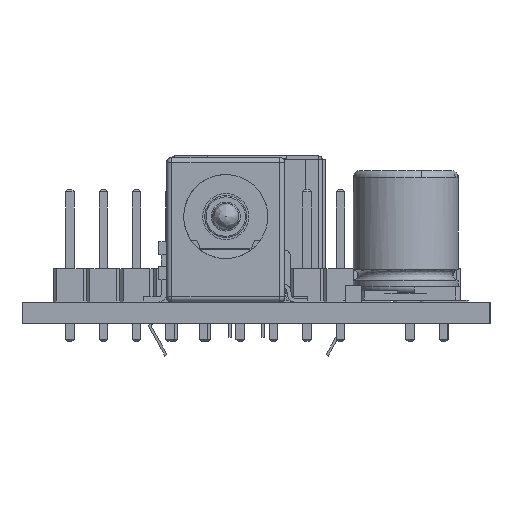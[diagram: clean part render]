
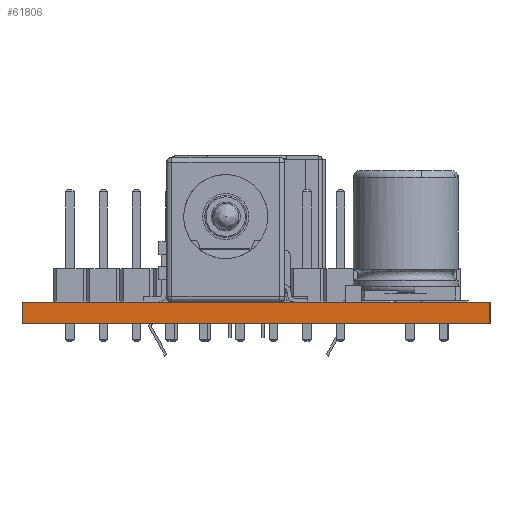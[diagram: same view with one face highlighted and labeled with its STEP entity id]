
A CAD part, left-side view. The second image highlights one B-rep face of the part: STEP entity #61806.
In plain terms, the highlighted planar face has unit normal (-1, 0, 0).
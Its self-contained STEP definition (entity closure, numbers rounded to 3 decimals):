
#61750 = VERTEX_POINT('',#61751);
#61751 = CARTESIAN_POINT('',(119.,-101.3,1.6));
#61757 = EDGE_CURVE('',#61758,#61750,#61760,.T.);
#61758 = VERTEX_POINT('',#61759);
#61759 = CARTESIAN_POINT('',(119.,-101.3,0.));
#61760 = LINE('',#61761,#61762);
#61761 = CARTESIAN_POINT('',(119.,-101.3,0.));
#61762 = VECTOR('',#61763,1.);
#61763 = DIRECTION('',(0.,0.,1.));
#61806 = ADVANCED_FACE('',(#61807),#61832,.T.);
#61807 = FACE_BOUND('',#61808,.T.);
#61808 = EDGE_LOOP('',(#61809,#61810,#61818,#61826));
#61809 = ORIENTED_EDGE('',*,*,#61757,.T.);
#61810 = ORIENTED_EDGE('',*,*,#61811,.T.);
#61811 = EDGE_CURVE('',#61750,#61812,#61814,.T.);
#61812 = VERTEX_POINT('',#61813);
#61813 = CARTESIAN_POINT('',(119.,-65.7,1.6));
#61814 = LINE('',#61815,#61816);
#61815 = CARTESIAN_POINT('',(119.,-101.3,1.6));
#61816 = VECTOR('',#61817,1.);
#61817 = DIRECTION('',(0.,1.,0.));
#61818 = ORIENTED_EDGE('',*,*,#61819,.F.);
#61819 = EDGE_CURVE('',#61820,#61812,#61822,.T.);
#61820 = VERTEX_POINT('',#61821);
#61821 = CARTESIAN_POINT('',(119.,-65.7,0.));
#61822 = LINE('',#61823,#61824);
#61823 = CARTESIAN_POINT('',(119.,-65.7,0.));
#61824 = VECTOR('',#61825,1.);
#61825 = DIRECTION('',(0.,0.,1.));
#61826 = ORIENTED_EDGE('',*,*,#61827,.F.);
#61827 = EDGE_CURVE('',#61758,#61820,#61828,.T.);
#61828 = LINE('',#61829,#61830);
#61829 = CARTESIAN_POINT('',(119.,-101.3,0.));
#61830 = VECTOR('',#61831,1.);
#61831 = DIRECTION('',(0.,1.,0.));
#61832 = PLANE('',#61833);
#61833 = AXIS2_PLACEMENT_3D('',#61834,#61835,#61836);
#61834 = CARTESIAN_POINT('',(119.,-101.3,0.));
#61835 = DIRECTION('',(-1.,0.,0.));
#61836 = DIRECTION('',(0.,1.,0.));
